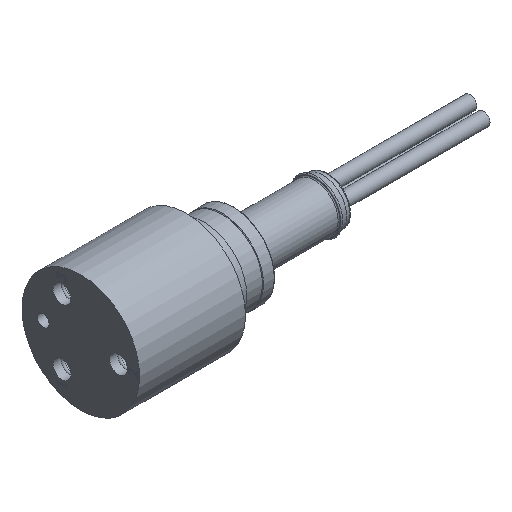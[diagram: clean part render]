
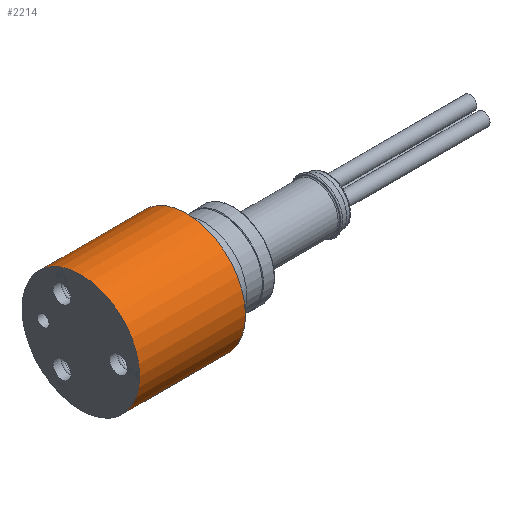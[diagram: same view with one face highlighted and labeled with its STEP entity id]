
A CAD part, isometric view. The second image highlights one B-rep face of the part: STEP entity #2214.
In plain terms, the highlighted cylindrical face has radius 15.875 mm (diameter 31.75 mm), a full revolution.
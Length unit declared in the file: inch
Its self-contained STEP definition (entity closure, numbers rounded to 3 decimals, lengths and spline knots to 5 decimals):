
#34=CYLINDRICAL_SURFACE('',#2367,0.625);
#123=CIRCLE('',#2350,0.625);
#124=CIRCLE('',#2351,0.625);
#127=CIRCLE('',#2355,0.625);
#128=CIRCLE('',#2356,0.625);
#404=FACE_OUTER_BOUND('',#534,.T.);
#534=EDGE_LOOP('',(#1802,#1803,#1804,#1805,#1806,#1807));
#681=LINE('',#3961,#810);
#810=VECTOR('',#2799,0.625);
#979=VERTEX_POINT('',#3927);
#980=VERTEX_POINT('',#3928);
#983=VERTEX_POINT('',#3936);
#984=VERTEX_POINT('',#3937);
#1277=EDGE_CURVE('',#979,#980,#123,.T.);
#1278=EDGE_CURVE('',#980,#979,#124,.T.);
#1281=EDGE_CURVE('',#983,#984,#127,.T.);
#1282=EDGE_CURVE('',#984,#983,#128,.T.);
#1293=EDGE_CURVE('',#984,#980,#681,.T.);
#1802=ORIENTED_EDGE('',*,*,#1281,.F.);
#1803=ORIENTED_EDGE('',*,*,#1282,.F.);
#1804=ORIENTED_EDGE('',*,*,#1293,.T.);
#1805=ORIENTED_EDGE('',*,*,#1278,.T.);
#1806=ORIENTED_EDGE('',*,*,#1277,.T.);
#1807=ORIENTED_EDGE('',*,*,#1293,.F.);
#2214=ADVANCED_FACE('',(#404),#34,.T.);
#2350=AXIS2_PLACEMENT_3D('',#3929,#2762,#2763);
#2351=AXIS2_PLACEMENT_3D('',#3930,#2764,#2765);
#2355=AXIS2_PLACEMENT_3D('',#3938,#2772,#2773);
#2356=AXIS2_PLACEMENT_3D('',#3939,#2774,#2775);
#2367=AXIS2_PLACEMENT_3D('',#3960,#2797,#2798);
#2762=DIRECTION('center_axis',(-1.,0.,0.));
#2763=DIRECTION('ref_axis',(0.,0.,1.));
#2764=DIRECTION('center_axis',(-1.,0.,0.));
#2765=DIRECTION('ref_axis',(0.,0.,1.));
#2772=DIRECTION('center_axis',(-1.,0.,0.));
#2773=DIRECTION('ref_axis',(0.,0.,1.));
#2774=DIRECTION('center_axis',(-1.,0.,0.));
#2775=DIRECTION('ref_axis',(0.,0.,1.));
#2797=DIRECTION('center_axis',(-1.,0.,0.));
#2798=DIRECTION('ref_axis',(0.,0.,1.));
#2799=DIRECTION('',(1.,0.,0.));
#3927=CARTESIAN_POINT('',(1.125,-0.00017,0.625));
#3928=CARTESIAN_POINT('',(1.125,0.00017,-0.625));
#3929=CARTESIAN_POINT('Origin',(1.125,0.,0.));
#3930=CARTESIAN_POINT('Origin',(1.125,0.,0.));
#3936=CARTESIAN_POINT('',(0.,-0.00017,0.625));
#3937=CARTESIAN_POINT('',(0.,0.00017,-0.625));
#3938=CARTESIAN_POINT('Origin',(0.,0.,
0.));
#3939=CARTESIAN_POINT('Origin',(0.,0.,
0.));
#3960=CARTESIAN_POINT('Origin',(0.,0.,
0.));
#3961=CARTESIAN_POINT('',(0.,0.00017,-0.625));
